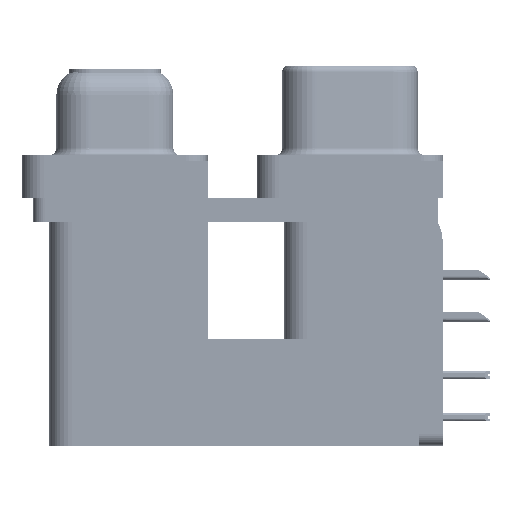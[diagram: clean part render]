
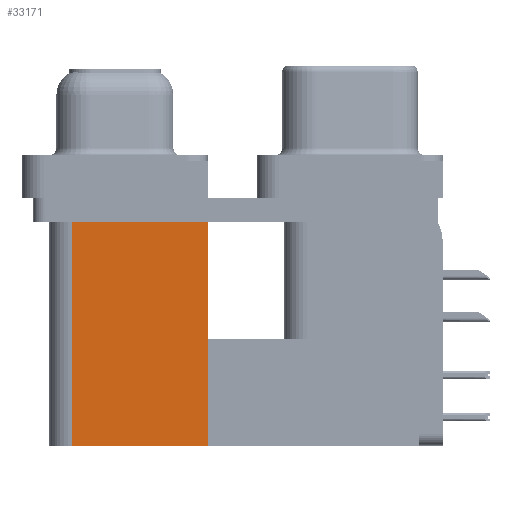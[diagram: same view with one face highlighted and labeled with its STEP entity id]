
A CAD part, left-side view. The second image highlights one B-rep face of the part: STEP entity #33171.
In plain terms, the highlighted planar face has unit normal (-1, 0, 0).
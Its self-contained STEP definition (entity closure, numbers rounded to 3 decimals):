
#203 = LINE ( 'NONE', #46748, #18226 ) ;
#1381 = AXIS2_PLACEMENT_3D ( 'NONE', #48056, #44545, #55124 ) ;
#2172 = EDGE_CURVE ( 'NONE', #47918, #60109, #40462, .T. ) ;
#3704 = ORIENTED_EDGE ( 'NONE', *, *, #2172, .F. ) ;
#3720 = ORIENTED_EDGE ( 'NONE', *, *, #17597, .F. ) ;
#5512 = CARTESIAN_POINT ( 'NONE',  ( 3.79, 9.6, -19.2 ) ) ;
#6303 = FACE_OUTER_BOUND ( 'NONE', #22726, .T. ) ;
#7486 = VERTEX_POINT ( 'NONE', #33111 ) ;
#16565 = PLANE ( 'NONE',  #1381 ) ;
#16725 = ORIENTED_EDGE ( 'NONE', *, *, #45008, .T. ) ;
#17597 = EDGE_CURVE ( 'NONE', #54407, #47918, #62676, .T. ) ;
#18226 = VECTOR ( 'NONE', #26877, 1000. ) ;
#21750 = LINE ( 'NONE', #49084, #40522 ) ;
#22726 = EDGE_LOOP ( 'NONE', ( #51843, #3704, #3720, #16725 ) ) ;
#25387 = CARTESIAN_POINT ( 'NONE',  ( 3.79, 18.8, -19.2 ) ) ;
#25391 = DIRECTION ( 'NONE',  ( 0., 0., 1. ) ) ;
#26735 = DIRECTION ( 'NONE',  ( 0., 1., 0. ) ) ;
#26877 = DIRECTION ( 'NONE',  ( 0., 1., 0. ) ) ;
#28387 = EDGE_CURVE ( 'NONE', #7486, #60109, #203, .T. ) ;
#29513 = CARTESIAN_POINT ( 'NONE',  ( 3.79, 18.8, -2.5 ) ) ;
#33111 = CARTESIAN_POINT ( 'NONE',  ( 3.79, 9.6, -2.5 ) ) ;
#33171 = ADVANCED_FACE ( 'NONE', ( #6303 ), #16565, .F. ) ;
#38004 = CARTESIAN_POINT ( 'NONE',  ( 3.79, 9.6, -19.2 ) ) ;
#40462 = LINE ( 'NONE', #51744, #63678 ) ;
#40522 = VECTOR ( 'NONE', #63484, 1000. ) ;
#41537 = VECTOR ( 'NONE', #26735, 1000. ) ;
#44545 = DIRECTION ( 'NONE',  ( 1., 0., 0. ) ) ;
#45008 = EDGE_CURVE ( 'NONE', #54407, #7486, #21750, .T. ) ;
#46748 = CARTESIAN_POINT ( 'NONE',  ( 3.79, 9.6, -2.5 ) ) ;
#47918 = VERTEX_POINT ( 'NONE', #25387 ) ;
#48056 = CARTESIAN_POINT ( 'NONE',  ( 3.79, 9.6, -19.2 ) ) ;
#49084 = CARTESIAN_POINT ( 'NONE',  ( 3.79, 9.6, -19.2 ) ) ;
#51744 = CARTESIAN_POINT ( 'NONE',  ( 3.79, 18.8, -19.2 ) ) ;
#51843 = ORIENTED_EDGE ( 'NONE', *, *, #28387, .T. ) ;
#54407 = VERTEX_POINT ( 'NONE', #38004 ) ;
#55124 = DIRECTION ( 'NONE',  ( 0., 1., 0. ) ) ;
#60109 = VERTEX_POINT ( 'NONE', #29513 ) ;
#62676 = LINE ( 'NONE', #5512, #41537 ) ;
#63484 = DIRECTION ( 'NONE',  ( 0., 0., 1. ) ) ;
#63678 = VECTOR ( 'NONE', #25391, 1000. ) ;
